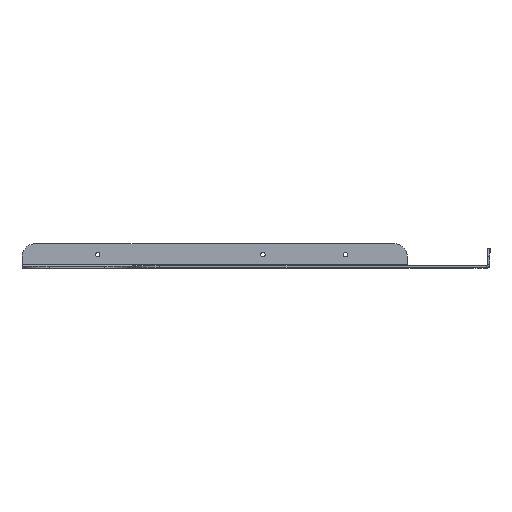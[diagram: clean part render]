
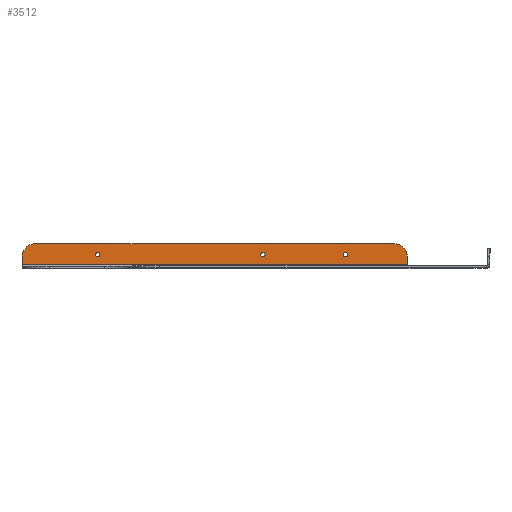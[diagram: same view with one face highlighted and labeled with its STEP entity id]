
A CAD part, top view. The second image highlights one B-rep face of the part: STEP entity #3512.
In plain terms, the highlighted planar face has unit normal (0, 0, 1).
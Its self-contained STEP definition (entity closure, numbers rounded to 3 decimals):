
#46 = CARTESIAN_POINT ( 'NONE',  ( -70., 8., 1.5 ) ) ;
#51 = ORIENTED_EDGE ( 'NONE', *, *, #3685, .F. ) ;
#63 = DIRECTION ( 'NONE',  ( 0., 0., 1. ) ) ;
#183 = ORIENTED_EDGE ( 'NONE', *, *, #2200, .F. ) ;
#313 = AXIS2_PLACEMENT_3D ( 'NONE', #1963, #1374, #2055 ) ;
#325 = DIRECTION ( 'NONE',  ( -1., 0., 0. ) ) ;
#381 = AXIS2_PLACEMENT_3D ( 'NONE', #1039, #2281, #2671 ) ;
#403 = LINE ( 'NONE', #4314, #1325 ) ;
#410 = CARTESIAN_POINT ( 'NONE',  ( 0., 18., 1.5 ) ) ;
#437 = EDGE_CURVE ( 'NONE', #713, #4722, #3784, .T. ) ;
#439 = DIRECTION ( 'NONE',  ( 1., 0., 0. ) ) ;
#480 = CARTESIAN_POINT ( 'NONE',  ( -340., 8., 1.5 ) ) ;
#494 = CIRCLE ( 'NONE', #1968, 1.6 ) ;
#496 = ORIENTED_EDGE ( 'NONE', *, *, #826, .F. ) ;
#529 = CARTESIAN_POINT ( 'NONE',  ( -105., 10., 1.5 ) ) ;
#562 = CARTESIAN_POINT ( 'NONE',  ( -103.4, 10., 1.5 ) ) ;
#589 = AXIS2_PLACEMENT_3D ( 'NONE', #46, #2790, #439 ) ;
#605 = EDGE_CURVE ( 'NONE', #3003, #4169, #4229, .T. ) ;
#629 = EDGE_LOOP ( 'NONE', ( #816, #183 ) ) ;
#695 = EDGE_CURVE ( 'NONE', #1993, #845, #494, .T. ) ;
#713 = VERTEX_POINT ( 'NONE', #1314 ) ;
#816 = ORIENTED_EDGE ( 'NONE', *, *, #3090, .F. ) ;
#826 = EDGE_CURVE ( 'NONE', #3832, #3716, #4176, .T. ) ;
#845 = VERTEX_POINT ( 'NONE', #958 ) ;
#958 = CARTESIAN_POINT ( 'NONE',  ( -283.4, 10., 1.5 ) ) ;
#1027 = ORIENTED_EDGE ( 'NONE', *, *, #605, .T. ) ;
#1039 = CARTESIAN_POINT ( 'NONE',  ( -285., 10., 1.5 ) ) ;
#1252 = CARTESIAN_POINT ( 'NONE',  ( -60., 2.5, 1.5 ) ) ;
#1294 = DIRECTION ( 'NONE',  ( 0., 0., 1. ) ) ;
#1314 = CARTESIAN_POINT ( 'NONE',  ( -70., 18., 1.5 ) ) ;
#1325 = VECTOR ( 'NONE', #2345, 1000. ) ;
#1348 = DIRECTION ( 'NONE',  ( 1., 0., 0. ) ) ;
#1374 = DIRECTION ( 'NONE',  ( 0., 0., 1. ) ) ;
#1388 = EDGE_CURVE ( 'NONE', #845, #1993, #1690, .T. ) ;
#1439 = CARTESIAN_POINT ( 'NONE',  ( -165., 10., 1.5 ) ) ;
#1440 = PLANE ( 'NONE',  #2389 ) ;
#1455 = CARTESIAN_POINT ( 'NONE',  ( -105., 10., 1.5 ) ) ;
#1457 = CARTESIAN_POINT ( 'NONE',  ( 0., 0., 1.5 ) ) ;
#1543 = CARTESIAN_POINT ( 'NONE',  ( -330., 8., 1.5 ) ) ;
#1590 = AXIS2_PLACEMENT_3D ( 'NONE', #1439, #63, #3096 ) ;
#1626 = EDGE_LOOP ( 'NONE', ( #4799, #3523 ) ) ;
#1644 = ORIENTED_EDGE ( 'NONE', *, *, #4648, .T. ) ;
#1671 = EDGE_CURVE ( 'NONE', #3716, #3832, #4263, .T. ) ;
#1690 = CIRCLE ( 'NONE', #381, 1.6 ) ;
#1823 = VERTEX_POINT ( 'NONE', #2583 ) ;
#1926 = CARTESIAN_POINT ( 'NONE',  ( -60., 0., 1.5 ) ) ;
#1963 = CARTESIAN_POINT ( 'NONE',  ( -165., 10., 1.5 ) ) ;
#1968 = AXIS2_PLACEMENT_3D ( 'NONE', #3976, #3915, #4075 ) ;
#1993 = VERTEX_POINT ( 'NONE', #2288 ) ;
#2046 = FACE_BOUND ( 'NONE', #1626, .T. ) ;
#2055 = DIRECTION ( 'NONE',  ( 1., 0., 0. ) ) ;
#2064 = LINE ( 'NONE', #1926, #2884 ) ;
#2074 = DIRECTION ( 'NONE',  ( 1., 0., 0. ) ) ;
#2129 = AXIS2_PLACEMENT_3D ( 'NONE', #529, #4431, #2074 ) ;
#2147 = CARTESIAN_POINT ( 'NONE',  ( -340., 2.5, 1.5 ) ) ;
#2174 = FACE_BOUND ( 'NONE', #629, .T. ) ;
#2200 = EDGE_CURVE ( 'NONE', #3180, #2521, #4020, .T. ) ;
#2281 = DIRECTION ( 'NONE',  ( 0., 0., 1. ) ) ;
#2288 = CARTESIAN_POINT ( 'NONE',  ( -286.6, 10., 1.5 ) ) ;
#2345 = DIRECTION ( 'NONE',  ( -1., 0., 0. ) ) ;
#2389 = AXIS2_PLACEMENT_3D ( 'NONE', #1457, #4962, #2649 ) ;
#2521 = VERTEX_POINT ( 'NONE', #562 ) ;
#2583 = CARTESIAN_POINT ( 'NONE',  ( -60., 8., 1.5 ) ) ;
#2586 = EDGE_CURVE ( 'NONE', #4692, #1823, #2064, .T. ) ;
#2606 = ORIENTED_EDGE ( 'NONE', *, *, #2947, .T. ) ;
#2642 = ORIENTED_EDGE ( 'NONE', *, *, #437, .T. ) ;
#2649 = DIRECTION ( 'NONE',  ( 1., 0., 0. ) ) ;
#2671 = DIRECTION ( 'NONE',  ( 1., 0., 0. ) ) ;
#2789 = DIRECTION ( 'NONE',  ( 0., 1., 0. ) ) ;
#2790 = DIRECTION ( 'NONE',  ( 0., 0., 1. ) ) ;
#2828 = CARTESIAN_POINT ( 'NONE',  ( -106.6, 10., 1.5 ) ) ;
#2884 = VECTOR ( 'NONE', #2789, 1000. ) ;
#2947 = EDGE_CURVE ( 'NONE', #4722, #3003, #3609, .T. ) ;
#2987 = FACE_BOUND ( 'NONE', #4906, .T. ) ;
#3003 = VERTEX_POINT ( 'NONE', #480 ) ;
#3008 = VECTOR ( 'NONE', #325, 1000. ) ;
#3090 = EDGE_CURVE ( 'NONE', #2521, #3180, #3769, .T. ) ;
#3093 = DIRECTION ( 'NONE',  ( 0., 0., 1. ) ) ;
#3096 = DIRECTION ( 'NONE',  ( 1., 0., 0. ) ) ;
#3180 = VERTEX_POINT ( 'NONE', #2828 ) ;
#3382 = DIRECTION ( 'NONE',  ( 0., -1., 0. ) ) ;
#3483 = EDGE_LOOP ( 'NONE', ( #2642, #2606, #1027, #51, #3933, #1644 ) ) ;
#3484 = DIRECTION ( 'NONE',  ( 1., 0., 0. ) ) ;
#3512 = ADVANCED_FACE ( 'NONE', ( #2174, #2987, #2046, #4032 ), #1440, .T. ) ;
#3523 = ORIENTED_EDGE ( 'NONE', *, *, #695, .F. ) ;
#3547 = AXIS2_PLACEMENT_3D ( 'NONE', #1543, #1294, #1348 ) ;
#3609 = CIRCLE ( 'NONE', #3547, 10. ) ;
#3685 = EDGE_CURVE ( 'NONE', #4692, #4169, #403, .T. ) ;
#3716 = VERTEX_POINT ( 'NONE', #4700 ) ;
#3736 = CARTESIAN_POINT ( 'NONE',  ( -340., 0., 1.5 ) ) ;
#3769 = CIRCLE ( 'NONE', #2129, 1.6 ) ;
#3784 = LINE ( 'NONE', #410, #3008 ) ;
#3815 = ORIENTED_EDGE ( 'NONE', *, *, #1671, .F. ) ;
#3832 = VERTEX_POINT ( 'NONE', #4307 ) ;
#3915 = DIRECTION ( 'NONE',  ( 0., 0., 1. ) ) ;
#3933 = ORIENTED_EDGE ( 'NONE', *, *, #2586, .T. ) ;
#3976 = CARTESIAN_POINT ( 'NONE',  ( -285., 10., 1.5 ) ) ;
#3991 = VECTOR ( 'NONE', #3382, 1000. ) ;
#4020 = CIRCLE ( 'NONE', #4871, 1.6 ) ;
#4032 = FACE_OUTER_BOUND ( 'NONE', #3483, .T. ) ;
#4075 = DIRECTION ( 'NONE',  ( 1., 0., 0. ) ) ;
#4169 = VERTEX_POINT ( 'NONE', #2147 ) ;
#4176 = CIRCLE ( 'NONE', #313, 1.6 ) ;
#4229 = LINE ( 'NONE', #3736, #3991 ) ;
#4263 = CIRCLE ( 'NONE', #1590, 1.6 ) ;
#4307 = CARTESIAN_POINT ( 'NONE',  ( -166.6, 10., 1.5 ) ) ;
#4314 = CARTESIAN_POINT ( 'NONE',  ( -60., 2.5, 1.5 ) ) ;
#4431 = DIRECTION ( 'NONE',  ( 0., 0., 1. ) ) ;
#4591 = CIRCLE ( 'NONE', #589, 10. ) ;
#4648 = EDGE_CURVE ( 'NONE', #1823, #713, #4591, .T. ) ;
#4692 = VERTEX_POINT ( 'NONE', #1252 ) ;
#4700 = CARTESIAN_POINT ( 'NONE',  ( -163.4, 10., 1.5 ) ) ;
#4722 = VERTEX_POINT ( 'NONE', #4773 ) ;
#4773 = CARTESIAN_POINT ( 'NONE',  ( -330., 18., 1.5 ) ) ;
#4799 = ORIENTED_EDGE ( 'NONE', *, *, #1388, .F. ) ;
#4871 = AXIS2_PLACEMENT_3D ( 'NONE', #1455, #3093, #3484 ) ;
#4906 = EDGE_LOOP ( 'NONE', ( #3815, #496 ) ) ;
#4962 = DIRECTION ( 'NONE',  ( 0., 0., 1. ) ) ;
